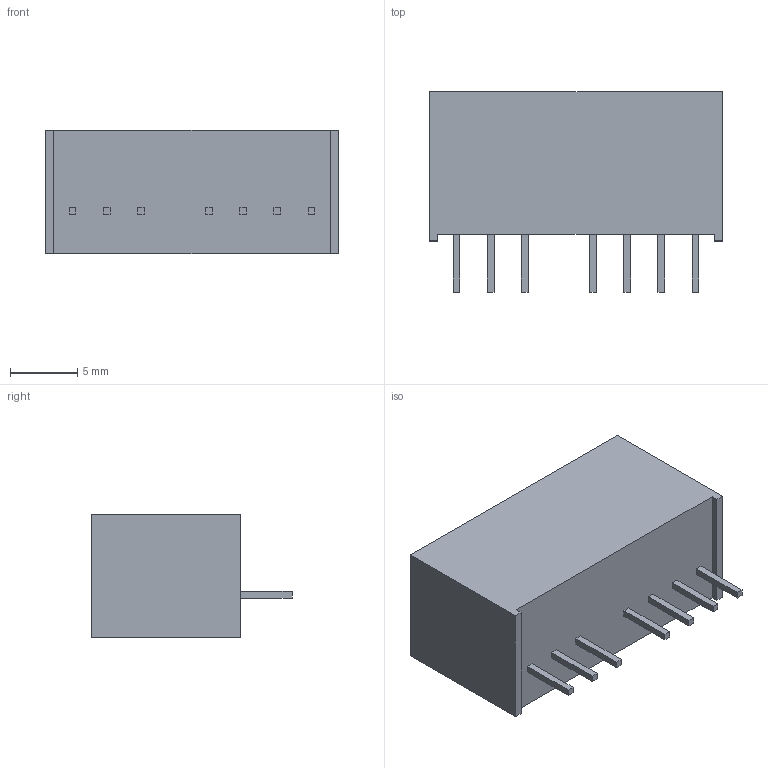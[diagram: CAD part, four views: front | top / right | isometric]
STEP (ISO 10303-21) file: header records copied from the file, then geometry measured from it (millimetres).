
FILE_DESCRIPTION (( 'STEP AP214' ), '1' );
FILE_NAME ('SPA02A-05.STEP', '2023-12-29T22:03:05', ( '' ), ( '' ), 'SwSTEP 2.0', 'SolidWorks 2021', '' );
FILE_SCHEMA (( 'AUTOMOTIVE_DESIGN' ));
Length unit declared in the file: millimetre
Products named in the file (1): SPA02A-05
Bounding box: 21.8 x 14.91 x 9.2 mm (x, y, z)
Volume: 2139 mm3; surface area: 1141.8 mm2
Topology: 8 solids, 8 shells, 52 faces, 108 edges, 72 vertices
Faces by surface type: plane 52
Entity records: 1449 total; most frequent: CARTESIAN_POINT 233, ORIENTED_EDGE 216, DIRECTION 214, VECTOR 108, EDGE_CURVE 108, LINE 108, VERTEX_POINT 72, AXIS2_PLACEMENT_3D 53
